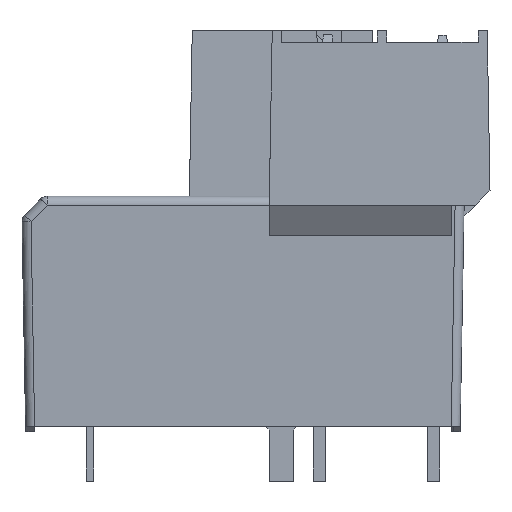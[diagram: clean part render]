
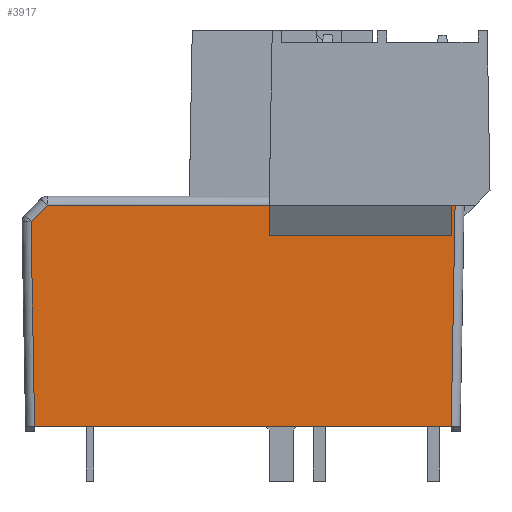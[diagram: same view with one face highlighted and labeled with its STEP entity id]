
A CAD part, front view. The second image highlights one B-rep face of the part: STEP entity #3917.
In plain terms, the highlighted planar face has unit normal (0, -1, -0.018).
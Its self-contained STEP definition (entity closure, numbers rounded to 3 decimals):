
#461=DIRECTION('',(-0.017,0.017,-1.));
#462=VECTOR('',#461,14.704);
#463=CARTESIAN_POINT('',(14.113,-10.957,-0.6));
#464=LINE('',#463,#462);
#465=DIRECTION('',(-1.,0.,0.));
#466=VECTOR('',#465,27.712);
#467=CARTESIAN_POINT('',(13.856,-10.7,-15.3));
#468=LINE('',#467,#466);
#469=DIRECTION('',(-0.017,-0.017,1.));
#470=VECTOR('',#469,13.603);
#471=CARTESIAN_POINT('',(-13.856,-10.7,-15.3));
#472=LINE('',#471,#470);
#473=DIRECTION('',(-0.701,0.012,-0.713));
#474=VECTOR('',#473,1.53);
#475=CARTESIAN_POINT('',(-13.022,-10.956,
-0.61));
#476=LINE('',#475,#474);
#477=DIRECTION('',(1.,0.,0.));
#478=VECTOR('',#477,14.769);
#479=CARTESIAN_POINT('',(-13.022,-10.956,
-0.61));
#480=LINE('',#479,#478);
#481=DIRECTION('',(0.,0.017,-1.));
#482=VECTOR('',#481,1.999);
#483=CARTESIAN_POINT('',(1.748,-10.956,-0.61));
#484=LINE('',#483,#482);
#485=DIRECTION('',(-1.,0.,0.));
#486=VECTOR('',#485,12.115);
#487=CARTESIAN_POINT('',(13.863,-10.922,-2.61));
#488=LINE('',#487,#486);
#489=DIRECTION('',(0.,0.017,-1.));
#490=VECTOR('',#489,2.01);
#491=CARTESIAN_POINT('',(13.863,-10.957,-0.6));
#492=LINE('',#491,#490);
#493=DIRECTION('',(-1.,0.,0.));
#494=VECTOR('',#493,0.25);
#495=CARTESIAN_POINT('',(14.113,-10.957,-0.6));
#496=LINE('',#495,#494);
#2192=CARTESIAN_POINT('',(-13.856,-10.7,-15.3));
#3053=CARTESIAN_POINT('',(13.863,-10.957,-0.6));
#3054=CARTESIAN_POINT('',(13.863,-10.922,-2.61));
#3055=VERTEX_POINT('',#3053);
#3056=VERTEX_POINT('',#3054);
#3057=CARTESIAN_POINT('',(1.748,-10.922,-2.61));
#3058=VERTEX_POINT('',#3057);
#3063=CARTESIAN_POINT('',(14.113,-10.957,-0.6));
#3064=CARTESIAN_POINT('',(13.856,-10.7,-15.3));
#3065=VERTEX_POINT('',#3063);
#3066=VERTEX_POINT('',#3064);
#3072=CARTESIAN_POINT('',(1.748,-10.956,-0.61));
#3074=VERTEX_POINT('',#3072);
#3075=CARTESIAN_POINT('',(-13.022,-10.956,
-0.61));
#3076=VERTEX_POINT('',#3075);
#3109=CARTESIAN_POINT('',(-14.094,-10.937,
-1.701));
#3110=VERTEX_POINT('',#3109);
#3161=VERTEX_POINT('',#2192);
#3895=CARTESIAN_POINT('',(-15.843,-10.967,0.));
#3896=DIRECTION('',(0.,-1.,-0.017));
#3897=DIRECTION('',(1.,0.,0.));
#3898=AXIS2_PLACEMENT_3D('',#3895,#3896,#3897);
#3899=PLANE('',#3898);
#3901=ORIENTED_EDGE('',*,*,#3900,.T.);
#3903=ORIENTED_EDGE('',*,*,#3902,.T.);
#3905=ORIENTED_EDGE('',*,*,#3904,.T.);
#3906=ORIENTED_EDGE('',*,*,#3885,.F.);
#3907=ORIENTED_EDGE('',*,*,#3677,.T.);
#3908=ORIENTED_EDGE('',*,*,#3697,.T.);
#3910=ORIENTED_EDGE('',*,*,#3909,.F.);
#3912=ORIENTED_EDGE('',*,*,#3911,.F.);
#3914=ORIENTED_EDGE('',*,*,#3913,.F.);
#3915=EDGE_LOOP('',(#3901,#3903,#3905,#3906,#3907,#3908,#3910,#3912,#3914));
#3916=FACE_OUTER_BOUND('',#3915,.F.);
#3677=EDGE_CURVE('',#3076,#3074,#480,.T.);
#3697=EDGE_CURVE('',#3074,#3058,#484,.T.);
#3885=EDGE_CURVE('',#3076,#3110,#476,.T.);
#3900=EDGE_CURVE('',#3065,#3066,#464,.T.);
#3902=EDGE_CURVE('',#3066,#3161,#468,.T.);
#3904=EDGE_CURVE('',#3161,#3110,#472,.T.);
#3909=EDGE_CURVE('',#3056,#3058,#488,.T.);
#3911=EDGE_CURVE('',#3055,#3056,#492,.T.);
#3913=EDGE_CURVE('',#3065,#3055,#496,.T.);
#3917=ADVANCED_FACE('',(#3916),#3899,.T.);
